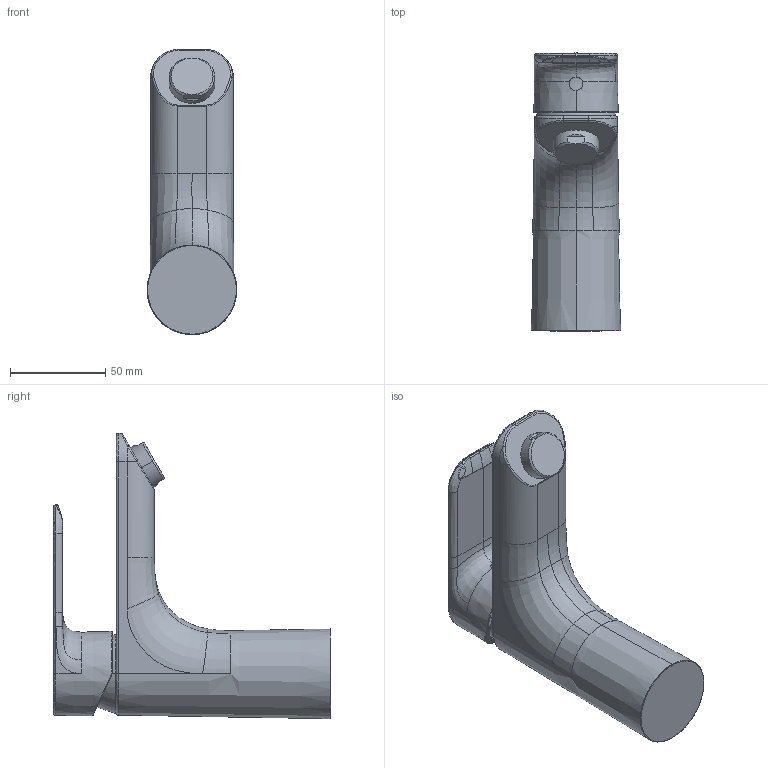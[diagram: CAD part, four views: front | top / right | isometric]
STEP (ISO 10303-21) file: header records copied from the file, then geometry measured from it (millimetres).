
FILE_DESCRIPTION (( 'STEP AP203' ), '1' );
FILE_NAME ('55522203(2022).STEP', '2023-09-08T04:55:48', ( '' ), ( '' ), 'SwSTEP 2.0', 'SolidWorks 2016', '' );
FILE_SCHEMA (( 'CONFIG_CONTROL_DESIGN' ));
Length unit declared in the file: millimetre
Products named in the file (1): 55522203(2022)
Bounding box: 46.99 x 145.45 x 149.49 mm (x, y, z)
Volume: 329682.9 mm3; surface area: 44605 mm2
Topology: 1 solids, 10 shells, 241 faces, 577 edges, 360 vertices
Faces by surface type: bspline 116, plane 94, cylinder 15, cone 14, torus 2
Entity records: 15122 total; most frequent: CARTESIAN_POINT 10417, ORIENTED_EDGE 1154, DIRECTION 666, EDGE_CURVE 577, VERTEX_POINT 360, EDGE_LOOP 245, ADVANCED_FACE 241, FACE_OUTER_BOUND 241
